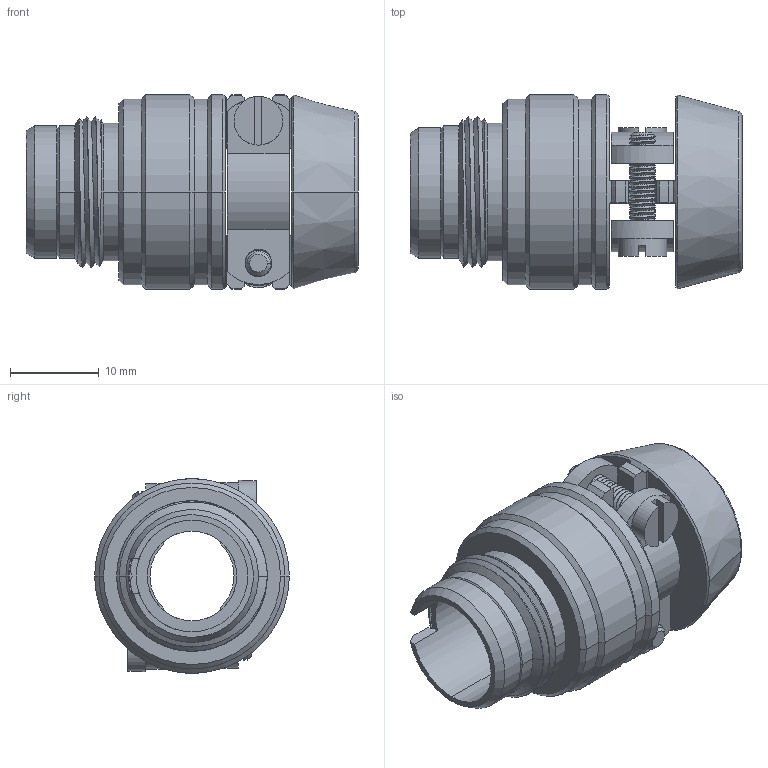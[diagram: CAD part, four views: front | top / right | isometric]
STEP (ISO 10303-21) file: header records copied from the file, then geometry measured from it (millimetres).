
FILE_DESCRIPTION((''),'2;1');
FILE_NAME('13301DS2','2018-11-23T10:02:29',('cgregory'),('NET AG system integration'),'CREO PARAMETRIC BY PTC INC, 2017260','CREO PARAMETRIC BY PTC INC, 2017260','');
FILE_SCHEMA(('AUTOMOTIVE_DESIGN { 1 0 10303 214 1 1 1 1 }'));
Length unit declared in the file: millimetre
Products named in the file (1): 13301DS2
Bounding box: 37.5 x 22 x 22 mm (x, y, z)
Volume: 5274.1 mm3; surface area: 6587.3 mm2
Topology: 2 solids, 2 shells, 296 faces, 814 edges, 521 vertices
Faces by surface type: cylinder 138, plane 55, bspline 54, cone 39, torus 10
Entity records: 25669 total; most frequent: CARTESIAN_POINT 17636, ORIENTED_EDGE 1628, DIRECTION 1137, EDGE_CURVE 814, VERTEX_POINT 521, AXIS2_PLACEMENT_3D 432, B_SPLINE_CURVE_WITH_KNOTS 359, EDGE_LOOP 309
